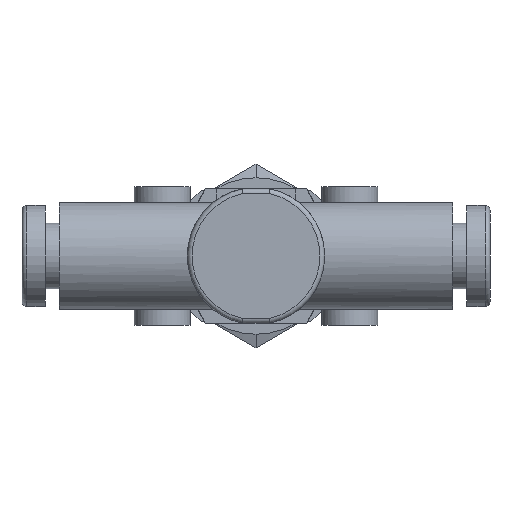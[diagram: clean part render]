
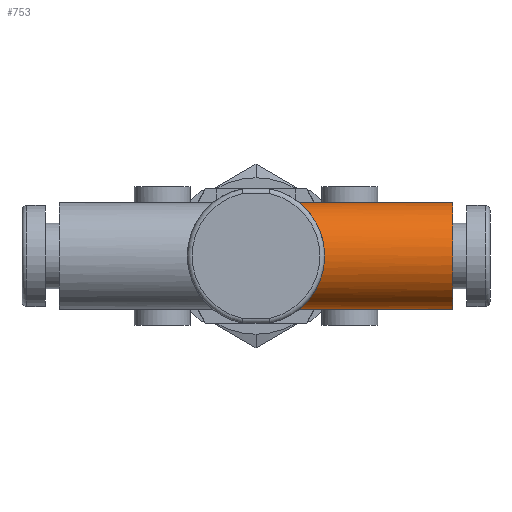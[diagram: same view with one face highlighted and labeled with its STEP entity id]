
A CAD part, front view. The second image highlights one B-rep face of the part: STEP entity #753.
In plain terms, the highlighted cylindrical face has radius 5.7 mm (diameter 11.4 mm), a partial arc.
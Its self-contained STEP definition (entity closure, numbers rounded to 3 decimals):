
#8 = CARTESIAN_POINT ( 'NONE',  ( 6.427, -4.49, 3.531 ) ) ;
#296 = DIRECTION ( 'NONE',  ( 0., 0., -1. ) ) ;
#447 = CARTESIAN_POINT ( 'NONE',  ( 4.652, -0.784, -5.659 ) ) ;
#463 = CARTESIAN_POINT ( 'NONE',  ( 7.168, -5.498, -1.554 ) ) ;
#484 = CARTESIAN_POINT ( 'NONE',  ( 5.931, -3.748, 4.309 ) ) ;
#573 = VERTEX_POINT ( 'NONE', #3196 ) ;
#753 = ADVANCED_FACE ( 'NONE', ( #2579 ), #3670, .T. ) ;
#815 = CARTESIAN_POINT ( 'NONE',  ( 21., 0., 5.7 ) ) ;
#909 = CARTESIAN_POINT ( 'NONE',  ( 4.838, -1.54, -5.502 ) ) ;
#935 = CARTESIAN_POINT ( 'NONE',  ( 7.325, -5.7, -0.398 ) ) ;
#961 = CARTESIAN_POINT ( 'NONE',  ( 5.423, -2.882, 4.931 ) ) ;
#1107 = CARTESIAN_POINT ( 'NONE',  ( 21., 0., -5.7 ) ) ;
#1129 = CIRCLE ( 'NONE', #3513, 5.7 ) ;
#1387 = CARTESIAN_POINT ( 'NONE',  ( 5.259, -2.565, -5.103 ) ) ;
#1406 = CARTESIAN_POINT ( 'NONE',  ( 7.317, -5.69, 0.385 ) ) ;
#1424 = CARTESIAN_POINT ( 'NONE',  ( 5.039, -2.062, 5.317 ) ) ;
#1789 = CARTESIAN_POINT ( 'NONE',  ( 21., 0., 5.7 ) ) ;
#1848 = CARTESIAN_POINT ( 'NONE',  ( 5.758, -3.472, -4.535 ) ) ;
#1868 = CARTESIAN_POINT ( 'NONE',  ( 7.263, -5.62, 0.971 ) ) ;
#1895 = CARTESIAN_POINT ( 'NONE',  ( 4.846, -1.532, 5.493 ) ) ;
#2081 = DIRECTION ( 'NONE',  ( -1., 0., 0. ) ) ;
#2102 = VECTOR ( 'NONE', #4382, 1000. ) ;
#2106 = EDGE_LOOP ( 'NONE', ( #4087, #5307, #4744, #3363 ) ) ;
#2265 = DIRECTION ( 'NONE',  ( -1., 0., 0. ) ) ;
#2327 = CARTESIAN_POINT ( 'NONE',  ( 6.261, -4.251, -3.814 ) ) ;
#2354 = CARTESIAN_POINT ( 'NONE',  ( 7.082, -5.385, 1.908 ) ) ;
#2367 = CARTESIAN_POINT ( 'NONE',  ( 4.653, -0.785, 5.659 ) ) ;
#2579 = FACE_OUTER_BOUND ( 'NONE', #2106, .T. ) ;
#2794 = CARTESIAN_POINT ( 'NONE',  ( 6.718, -4.898, -2.938 ) ) ;
#2809 = CARTESIAN_POINT ( 'NONE',  ( 6.722, -4.903, 2.93 ) ) ;
#2832 = CARTESIAN_POINT ( 'NONE',  ( 4.601, 0., 5.7 ) ) ;
#2901 = EDGE_CURVE ( 'NONE', #4693, #3626, #3982, .T. ) ;
#3004 = CARTESIAN_POINT ( 'NONE',  ( 21., 0., 0. ) ) ;
#3019 = DIRECTION ( 'NONE',  ( 0., 0., 1. ) ) ;
#3083 = DIRECTION ( 'NONE',  ( 1., 0., 0. ) ) ;
#3196 = CARTESIAN_POINT ( 'NONE',  ( 21., 0., -5.7 ) ) ;
#3224 = CARTESIAN_POINT ( 'NONE',  ( 4.601, -0.397, -5.7 ) ) ;
#3249 = CARTESIAN_POINT ( 'NONE',  ( 7.078, -5.38, -1.92 ) ) ;
#3275 = CARTESIAN_POINT ( 'NONE',  ( 6.264, -4.255, 3.809 ) ) ;
#3363 = ORIENTED_EDGE ( 'NONE', *, *, #2901, .F. ) ;
#3440 = CARTESIAN_POINT ( 'NONE',  ( 4.601, 0., -5.7 ) ) ;
#3513 = AXIS2_PLACEMENT_3D ( 'NONE', #5893, #3083, #296 ) ;
#3626 = VERTEX_POINT ( 'NONE', #5561 ) ;
#3670 = CYLINDRICAL_SURFACE ( 'NONE', #3734, 5.7 ) ;
#3706 = CARTESIAN_POINT ( 'NONE',  ( 4.601, 0., -5.7 ) ) ;
#3732 = CARTESIAN_POINT ( 'NONE',  ( 7.292, -5.657, -0.796 ) ) ;
#3734 = AXIS2_PLACEMENT_3D ( 'NONE', #3004, #2081, #3019 ) ;
#3745 = CARTESIAN_POINT ( 'NONE',  ( 5.76, -3.474, 4.533 ) ) ;
#3982 = B_SPLINE_CURVE_WITH_KNOTS ( 'NONE', 3,
 ( #3706, #3224, #447, #909, #4179, #1387, #4653, #1848, #5127, #2327, #5593, #2794, #6064, #3249, #463, #3732, #935, #4200, #1406, #4680, #1868, #5142, #2354, #5617, #2809, #8, #3275, #484, #3745, #961, #4221, #1424, #4699, #1895, #5159, #2367, #5637, #2832 ),
 .UNSPECIFIED., .F., .F.,
 ( 4, 2, 2, 2, 2, 2, 2, 2, 2, 2, 2, 2, 2, 2, 2, 2, 2, 2, 4 ),
 ( 0.019, 0.02, 0.021, 0.022, 0.023, 0.025, 0.026, 0.027, 0.028, 0.029, 0.029, 0.03, 0.032, 0.033, 0.034, 0.035, 0.036, 0.036, 0.037 ),
 .UNSPECIFIED. ) ;
#4074 = EDGE_CURVE ( 'NONE', #5621, #573, #1129, .T. ) ;
#4087 = ORIENTED_EDGE ( 'NONE', *, *, #6012, .F. ) ;
#4179 = CARTESIAN_POINT ( 'NONE',  ( 4.966, -1.894, -5.388 ) ) ;
#4200 = CARTESIAN_POINT ( 'NONE',  ( 7.325, -5.7, 0.19 ) ) ;
#4221 = CARTESIAN_POINT ( 'NONE',  ( 5.258, -2.565, 5.103 ) ) ;
#4344 = VECTOR ( 'NONE', #2265, 1000. ) ;
#4382 = DIRECTION ( 'NONE',  ( -1., 0., 0. ) ) ;
#4398 = EDGE_CURVE ( 'NONE', #5621, #3626, #4494, .T. ) ;
#4494 = LINE ( 'NONE', #1789, #4344 ) ;
#4653 = CARTESIAN_POINT ( 'NONE',  ( 5.424, -2.884, -4.93 ) ) ;
#4680 = CARTESIAN_POINT ( 'NONE',  ( 7.287, -5.65, 0.775 ) ) ;
#4693 = VERTEX_POINT ( 'NONE', #3440 ) ;
#4699 = CARTESIAN_POINT ( 'NONE',  ( 4.971, -1.89, 5.381 ) ) ;
#4744 = ORIENTED_EDGE ( 'NONE', *, *, #4398, .T. ) ;
#5127 = CARTESIAN_POINT ( 'NONE',  ( 5.929, -3.744, -4.312 ) ) ;
#5142 = CARTESIAN_POINT ( 'NONE',  ( 7.171, -5.501, 1.544 ) ) ;
#5159 = CARTESIAN_POINT ( 'NONE',  ( 4.79, -1.347, 5.542 ) ) ;
#5307 = ORIENTED_EDGE ( 'NONE', *, *, #4074, .F. ) ;
#5561 = CARTESIAN_POINT ( 'NONE',  ( 4.601, 0., 5.7 ) ) ;
#5593 = CARTESIAN_POINT ( 'NONE',  ( 6.424, -4.486, -3.535 ) ) ;
#5617 = CARTESIAN_POINT ( 'NONE',  ( 6.856, -5.084, 2.605 ) ) ;
#5621 = VERTEX_POINT ( 'NONE', #815 ) ;
#5637 = CARTESIAN_POINT ( 'NONE',  ( 4.601, -0.399, 5.7 ) ) ;
#5687 = LINE ( 'NONE', #1107, #2102 ) ;
#5893 = CARTESIAN_POINT ( 'NONE',  ( 21., 0., 0. ) ) ;
#6012 = EDGE_CURVE ( 'NONE', #573, #4693, #5687, .T. ) ;
#6064 = CARTESIAN_POINT ( 'NONE',  ( 6.852, -5.078, -2.616 ) ) ;
